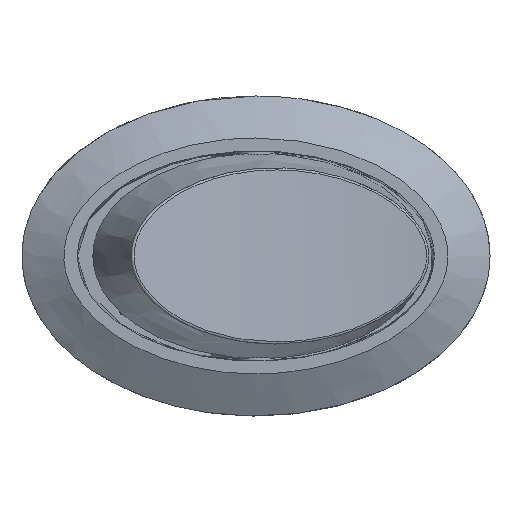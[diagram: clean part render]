
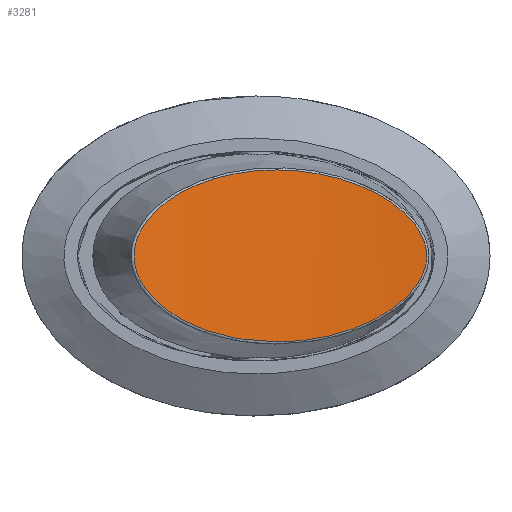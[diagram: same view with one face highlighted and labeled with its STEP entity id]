
A CAD part, top view. The second image highlights one B-rep face of the part: STEP entity #3281.
In plain terms, the highlighted cylindrical face has radius 35.361 mm (diameter 70.723 mm), a partial arc.
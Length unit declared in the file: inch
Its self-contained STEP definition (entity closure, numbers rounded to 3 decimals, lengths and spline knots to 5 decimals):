
#2932=CARTESIAN_POINT('',(0.04373,-0.18509,0.65426));
#2933=VERTEX_POINT('',#2932);
#2934=CARTESIAN_POINT('',(0.04373,-0.18509,0.65426));
#2935=CARTESIAN_POINT('',(0.00615,-0.18511,0.66332));
#2936=CARTESIAN_POINT('',(-0.03095,-0.18093,0.67389));
#2937=CARTESIAN_POINT('',(-0.06686,-0.17229,0.68575));
#2938=CARTESIAN_POINT('',(-0.10276,-0.16365,0.69762));
#2939=CARTESIAN_POINT('',(-0.13749,-0.15055,0.71077));
#2940=CARTESIAN_POINT('',(-0.16881,-0.13171,0.72389));
#2941=CARTESIAN_POINT('',(-0.18448,-0.12229,0.73045));
#2942=CARTESIAN_POINT('',(-0.19929,-0.11143,0.73701));
#2943=CARTESIAN_POINT('',(-0.21276,-0.09883,0.74321));
#2944=CARTESIAN_POINT('',(-0.22623,-0.08623,0.74942));
#2945=CARTESIAN_POINT('',(-0.23836,-0.07189,0.75529));
#2946=CARTESIAN_POINT('',(-0.24738,-0.05517,0.75974));
#2947=CARTESIAN_POINT('',(-0.2564,-0.03846,0.76419));
#2948=CARTESIAN_POINT('',(-0.26231,-0.01936,0.76723));
#2949=CARTESIAN_POINT('',(-0.26231,0.00005,0.76723));
#2950=CARTESIAN_POINT('',(-0.26231,0.00976,0.76723));
#2951=CARTESIAN_POINT('',(-0.26084,0.01955,0.76648));
#2952=CARTESIAN_POINT('',(-0.2582,0.02886,0.76514));
#2953=CARTESIAN_POINT('',(-0.25557,0.03818,0.76381));
#2954=CARTESIAN_POINT('',(-0.25177,0.04702,0.7619));
#2955=CARTESIAN_POINT('',(-0.24723,0.05532,0.75966));
#2956=CARTESIAN_POINT('',(-0.23514,0.07744,0.75369));
#2957=CARTESIAN_POINT('',(-0.21781,0.09567,0.74536));
#2958=CARTESIAN_POINT('',(-0.19863,0.11101,0.73679));
#2959=CARTESIAN_POINT('',(-0.16028,0.14169,0.71964));
#2960=CARTESIAN_POINT('',(-0.11457,0.16081,0.7015));
#2961=CARTESIAN_POINT('',(-0.06671,0.17226,0.68569));
#2962=CARTESIAN_POINT('',(-0.04278,0.17798,0.67778));
#2963=CARTESIAN_POINT('',(-0.01831,0.18179,0.67045));
#2964=CARTESIAN_POINT('',(0.00648,0.1837,0.66377));
#2965=CARTESIAN_POINT('',(0.05606,0.18753,0.65041));
#2966=CARTESIAN_POINT('',(0.10694,0.18379,0.63965));
#2967=CARTESIAN_POINT('',(0.15673,0.17223,0.63195));
#2968=CARTESIAN_POINT('',(0.19408,0.16357,0.62618));
#2969=CARTESIAN_POINT('',(0.23082,0.1505,0.62213));
#2970=CARTESIAN_POINT('',(0.26468,0.13173,0.61957));
#2971=CARTESIAN_POINT('',(0.28162,0.12235,0.61829));
#2972=CARTESIAN_POINT('',(0.29783,0.11154,0.61738));
#2973=CARTESIAN_POINT('',(0.31263,0.09889,0.61678));
#2974=CARTESIAN_POINT('',(0.32744,0.08624,0.61618));
#2975=CARTESIAN_POINT('',(0.34083,0.07175,0.61588));
#2976=CARTESIAN_POINT('',(0.35094,0.05516,0.61574));
#2977=CARTESIAN_POINT('',(0.35599,0.04686,0.61568));
#2978=CARTESIAN_POINT('',(0.36023,0.03803,0.61565));
#2979=CARTESIAN_POINT('',(0.36316,0.02872,0.61564));
#2980=CARTESIAN_POINT('',(0.3661,0.01941,0.61562));
#2981=CARTESIAN_POINT('',(0.36773,0.00961,0.61562));
#2982=CARTESIAN_POINT('',(0.36771,-0.0001,0.61562));
#2983=CARTESIAN_POINT('',(0.36766,-0.01951,0.61562));
#2984=CARTESIAN_POINT('',(0.36097,-0.03857,0.61561));
#2985=CARTESIAN_POINT('',(0.35088,-0.05528,0.61574));
#2986=CARTESIAN_POINT('',(0.34079,-0.07199,0.61588));
#2987=CARTESIAN_POINT('',(0.3273,-0.08637,0.61618));
#2988=CARTESIAN_POINT('',(0.31249,-0.09897,0.61678));
#2989=CARTESIAN_POINT('',(0.29768,-0.11158,0.61739));
#2990=CARTESIAN_POINT('',(0.28155,-0.12242,0.6183));
#2991=CARTESIAN_POINT('',(0.26462,-0.1318,0.61958));
#2992=CARTESIAN_POINT('',(0.24769,-0.14118,0.62086));
#2993=CARTESIAN_POINT('',(0.22995,-0.1491,0.6225));
#2994=CARTESIAN_POINT('',(0.21185,-0.1558,0.62456));
#2995=CARTESIAN_POINT('',(0.15758,-0.17589,0.63074));
#2996=CARTESIAN_POINT('',(0.10009,-0.18506,0.64067));
#2997=CARTESIAN_POINT('',(0.04373,-0.18509,0.65426));
#2998=B_SPLINE_CURVE_WITH_KNOTS('',3,(#2934,#2935,#2936,#2937,#2938,#2939,#2940,#2941,#2942,#2943,#2944,#2945,#2946,#2947,#2948,#2949,#2950,#2951,#2952,#2953,#2954,#2955,#2956,#2957,#2958,#2959,#2960,#2961,#2962,#2963,#2964,#2965,#2966,#2967,#2968,#2969,#2970,#2971,#2972,#2973,#2974,#2975,#2976,#2977,#2978,#2979,#2980,#2981,#2982,#2983,#2984,#2985,#2986,#2987,#2988,#2989,#2990,#2991,#2992,#2993,#2994,#2995,#2996,#2997),.UNSPECIFIED.,.T.,.U.,(4,3,3,3,3,3,3,3,3,3,3,3,3,3,3,3,3,3,3,3,3,4),(0.0,0.07143,0.14286,0.17858,0.21429,0.25001,0.26786,0.28572,0.33334,0.42858,0.4762,0.57144,0.64287,0.67859,0.71431,0.73216,0.75002,0.78574,0.82145,0.85717,0.89288,1.0),.UNSPECIFIED.);
#2999=EDGE_CURVE('',#2933,#2933,#2998,.T.);
#3273=CARTESIAN_POINT('',(0.36947,0.20364,2.0078));
#3274=DIRECTION('',(0.0,-1.0,0.0));
#3275=DIRECTION('',(-0.457,0.0,-0.89));
#3276=AXIS2_PLACEMENT_3D('',#3273,#3274,#3275);
#3277=CYLINDRICAL_SURFACE('',#3276,1.39218);
#3278=ORIENTED_EDGE('',*,*,#2999,.F.);
#3279=EDGE_LOOP('',(#3278));
#3280=FACE_OUTER_BOUND('',#3279,.T.);
#3281=ADVANCED_FACE('',(#3280),#3277,.F.);
